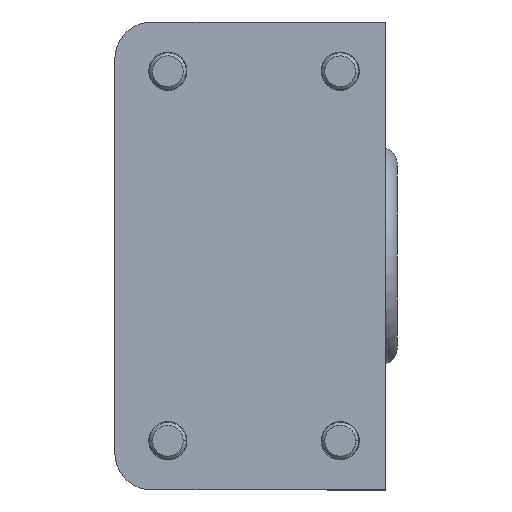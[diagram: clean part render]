
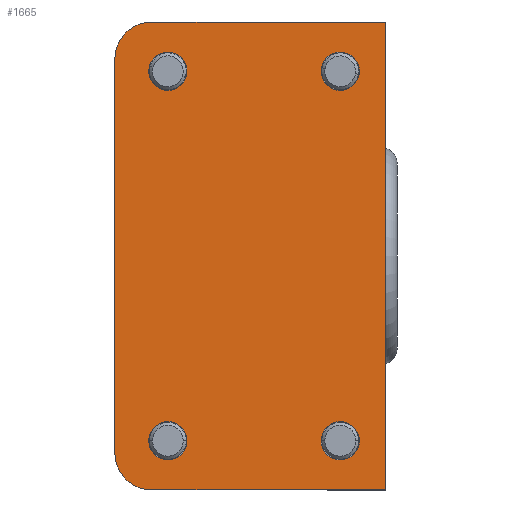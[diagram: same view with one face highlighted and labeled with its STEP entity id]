
A CAD part, left-side view. The second image highlights one B-rep face of the part: STEP entity #1665.
In plain terms, the highlighted planar face has unit normal (-1, 0, 0).
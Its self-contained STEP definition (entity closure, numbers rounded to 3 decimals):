
#46 = CARTESIAN_POINT ( 'NONE',  ( 32., 21.3, -19. ) ) ;
#65 = CARTESIAN_POINT ( 'NONE',  ( 32., 3., -15. ) ) ;
#111 = ORIENTED_EDGE ( 'NONE', *, *, #504, .F. ) ;
#113 = EDGE_CURVE ( 'NONE', #753, #231, #2259, .T. ) ;
#118 = FACE_BOUND ( 'NONE', #2055, .T. ) ;
#123 = CARTESIAN_POINT ( 'NONE',  ( 32., 17., -15. ) ) ;
#126 = EDGE_CURVE ( 'NONE', #2623, #993, #468, .T. ) ;
#138 = CARTESIAN_POINT ( 'NONE',  ( 32., -0.7, -19. ) ) ;
#154 = VERTEX_POINT ( 'NONE', #1492 ) ;
#187 = CARTESIAN_POINT ( 'NONE',  ( 32., -0.7, -19. ) ) ;
#231 = VERTEX_POINT ( 'NONE', #270 ) ;
#241 = VECTOR ( 'NONE', #3273, 1000. ) ;
#270 = CARTESIAN_POINT ( 'NONE',  ( 32., 17., 13.45 ) ) ;
#310 = EDGE_CURVE ( 'NONE', #231, #753, #1085, .T. ) ;
#311 = CARTESIAN_POINT ( 'NONE',  ( 32., 17., 16.55 ) ) ;
#346 = DIRECTION ( 'NONE',  ( 0., 0., 1. ) ) ;
#357 = DIRECTION ( 'NONE',  ( 1., 0., 0. ) ) ;
#378 = EDGE_CURVE ( 'NONE', #2435, #2806, #518, .T. ) ;
#405 = ORIENTED_EDGE ( 'NONE', *, *, #3434, .F. ) ;
#424 = AXIS2_PLACEMENT_3D ( 'NONE', #2043, #357, #704 ) ;
#432 = FACE_OUTER_BOUND ( 'NONE', #2664, .T. ) ;
#461 = CARTESIAN_POINT ( 'NONE',  ( 32., 21.3, 16. ) ) ;
#468 = LINE ( 'NONE', #2673, #980 ) ;
#504 = EDGE_CURVE ( 'NONE', #2302, #2623, #1519, .T. ) ;
#518 = CIRCLE ( 'NONE', #2135, 1.55 ) ;
#570 = CARTESIAN_POINT ( 'NONE',  ( 32., 3., -16.55 ) ) ;
#640 = VERTEX_POINT ( 'NONE', #1607 ) ;
#694 = AXIS2_PLACEMENT_3D ( 'NONE', #1737, #2389, #3506 ) ;
#704 = DIRECTION ( 'NONE',  ( 0., 0., 1. ) ) ;
#713 = ORIENTED_EDGE ( 'NONE', *, *, #2877, .T. ) ;
#717 = CIRCLE ( 'NONE', #1233, 1.55 ) ;
#718 = CIRCLE ( 'NONE', #3452, 1.55 ) ;
#753 = VERTEX_POINT ( 'NONE', #311 ) ;
#757 = CARTESIAN_POINT ( 'NONE',  ( 32., 18.3, 16. ) ) ;
#795 = CARTESIAN_POINT ( 'NONE',  ( 32., 3., -13.45 ) ) ;
#802 = EDGE_CURVE ( 'NONE', #3531, #2368, #836, .T. ) ;
#816 = DIRECTION ( 'NONE',  ( 0., 0., 1. ) ) ;
#836 = CIRCLE ( 'NONE', #2880, 1.55 ) ;
#852 = CARTESIAN_POINT ( 'NONE',  ( 32., 3., 13.45 ) ) ;
#856 = CARTESIAN_POINT ( 'NONE',  ( 32., 17., -13.45 ) ) ;
#893 = CARTESIAN_POINT ( 'NONE',  ( 32., 3., -15. ) ) ;
#918 = EDGE_CURVE ( 'NONE', #2806, #2435, #718, .T. ) ;
#939 = FACE_BOUND ( 'NONE', #3424, .T. ) ;
#958 = CIRCLE ( 'NONE', #2581, 3. ) ;
#980 = VECTOR ( 'NONE', #3216, 1000. ) ;
#984 = DIRECTION ( 'NONE',  ( 1., 0., 0. ) ) ;
#993 = VERTEX_POINT ( 'NONE', #1915 ) ;
#1025 = DIRECTION ( 'NONE',  ( 1., 0., 0. ) ) ;
#1043 = EDGE_LOOP ( 'NONE', ( #1963, #2082 ) ) ;
#1060 = CARTESIAN_POINT ( 'NONE',  ( 32., -0.7, 19. ) ) ;
#1085 = CIRCLE ( 'NONE', #1551, 1.55 ) ;
#1122 = CIRCLE ( 'NONE', #1996, 3. ) ;
#1233 = AXIS2_PLACEMENT_3D ( 'NONE', #1290, #1025, #1768 ) ;
#1290 = CARTESIAN_POINT ( 'NONE',  ( 32., 3., 15. ) ) ;
#1309 = ORIENTED_EDGE ( 'NONE', *, *, #918, .T. ) ;
#1334 = DIRECTION ( 'NONE',  ( 0., 0., 1. ) ) ;
#1353 = DIRECTION ( 'NONE',  ( -1., 0., 0. ) ) ;
#1357 = LINE ( 'NONE', #46, #1879 ) ;
#1427 = CARTESIAN_POINT ( 'NONE',  ( 32., 17., 15. ) ) ;
#1445 = DIRECTION ( 'NONE',  ( 0., 0., 1. ) ) ;
#1452 = VERTEX_POINT ( 'NONE', #852 ) ;
#1463 = DIRECTION ( 'NONE',  ( 1., 0., 0. ) ) ;
#1477 = DIRECTION ( 'NONE',  ( 0., 0., 1. ) ) ;
#1492 = CARTESIAN_POINT ( 'NONE',  ( 32., 3., 16.55 ) ) ;
#1500 = CARTESIAN_POINT ( 'NONE',  ( 32., 21.3, -16. ) ) ;
#1519 = LINE ( 'NONE', #187, #3243 ) ;
#1551 = AXIS2_PLACEMENT_3D ( 'NONE', #1427, #1463, #1445 ) ;
#1573 = ORIENTED_EDGE ( 'NONE', *, *, #126, .F. ) ;
#1607 = CARTESIAN_POINT ( 'NONE',  ( 32., 18.3, 19. ) ) ;
#1628 = CARTESIAN_POINT ( 'NONE',  ( 32., -0.7, 19. ) ) ;
#1665 = ADVANCED_FACE ( 'NONE', ( #118, #2083, #939, #3419, #432 ), #2577, .F. ) ;
#1737 = CARTESIAN_POINT ( 'NONE',  ( 32., 17., 15. ) ) ;
#1741 = DIRECTION ( 'NONE',  ( 1., 0., 0. ) ) ;
#1768 = DIRECTION ( 'NONE',  ( 0., 0., 1. ) ) ;
#1879 = VECTOR ( 'NONE', #816, 1000. ) ;
#1915 = CARTESIAN_POINT ( 'NONE',  ( 32., 18.3, -19. ) ) ;
#1919 = DIRECTION ( 'NONE',  ( -1., 0., 0. ) ) ;
#1928 = ORIENTED_EDGE ( 'NONE', *, *, #2238, .T. ) ;
#1963 = ORIENTED_EDGE ( 'NONE', *, *, #113, .T. ) ;
#1985 = CARTESIAN_POINT ( 'NONE',  ( 32., 17., -15. ) ) ;
#1996 = AXIS2_PLACEMENT_3D ( 'NONE', #757, #1919, #2966 ) ;
#2004 = EDGE_CURVE ( 'NONE', #2242, #2166, #1357, .T. ) ;
#2019 = ORIENTED_EDGE ( 'NONE', *, *, #2882, .T. ) ;
#2043 = CARTESIAN_POINT ( 'NONE',  ( 32., 11.8, 0. ) ) ;
#2055 = EDGE_LOOP ( 'NONE', ( #3328, #1309 ) ) ;
#2082 = ORIENTED_EDGE ( 'NONE', *, *, #310, .T. ) ;
#2083 = FACE_BOUND ( 'NONE', #1043, .T. ) ;
#2091 = DIRECTION ( 'NONE',  ( 0., 0., 1. ) ) ;
#2098 = CARTESIAN_POINT ( 'NONE',  ( 32., 17., -16.55 ) ) ;
#2135 = AXIS2_PLACEMENT_3D ( 'NONE', #1985, #2262, #3106 ) ;
#2166 = VERTEX_POINT ( 'NONE', #461 ) ;
#2180 = AXIS2_PLACEMENT_3D ( 'NONE', #2608, #2331, #3302 ) ;
#2198 = CARTESIAN_POINT ( 'NONE',  ( 32., 18.3, -16. ) ) ;
#2238 = EDGE_CURVE ( 'NONE', #154, #1452, #717, .T. ) ;
#2242 = VERTEX_POINT ( 'NONE', #1500 ) ;
#2251 = EDGE_CURVE ( 'NONE', #1452, #154, #3281, .T. ) ;
#2259 = CIRCLE ( 'NONE', #694, 1.55 ) ;
#2262 = DIRECTION ( 'NONE',  ( 1., 0., 0. ) ) ;
#2281 = ORIENTED_EDGE ( 'NONE', *, *, #802, .T. ) ;
#2302 = VERTEX_POINT ( 'NONE', #1060 ) ;
#2331 = DIRECTION ( 'NONE',  ( 1., 0., 0. ) ) ;
#2368 = VERTEX_POINT ( 'NONE', #570 ) ;
#2389 = DIRECTION ( 'NONE',  ( 1., 0., 0. ) ) ;
#2399 = ORIENTED_EDGE ( 'NONE', *, *, #2004, .F. ) ;
#2410 = DIRECTION ( 'NONE',  ( 0., 0., -1. ) ) ;
#2435 = VERTEX_POINT ( 'NONE', #856 ) ;
#2450 = LINE ( 'NONE', #1628, #241 ) ;
#2457 = ORIENTED_EDGE ( 'NONE', *, *, #2251, .T. ) ;
#2577 = PLANE ( 'NONE',  #424 ) ;
#2581 = AXIS2_PLACEMENT_3D ( 'NONE', #2198, #1353, #1334 ) ;
#2608 = CARTESIAN_POINT ( 'NONE',  ( 32., 3., 15. ) ) ;
#2623 = VERTEX_POINT ( 'NONE', #138 ) ;
#2642 = AXIS2_PLACEMENT_3D ( 'NONE', #65, #1741, #1477 ) ;
#2664 = EDGE_LOOP ( 'NONE', ( #2399, #713, #1573, #111, #405, #2019 ) ) ;
#2673 = CARTESIAN_POINT ( 'NONE',  ( 32., -0.7, -19. ) ) ;
#2806 = VERTEX_POINT ( 'NONE', #2098 ) ;
#2845 = DIRECTION ( 'NONE',  ( 1., 0., 0. ) ) ;
#2877 = EDGE_CURVE ( 'NONE', #2242, #993, #958, .T. ) ;
#2880 = AXIS2_PLACEMENT_3D ( 'NONE', #893, #2845, #346 ) ;
#2882 = EDGE_CURVE ( 'NONE', #640, #2166, #1122, .T. ) ;
#2966 = DIRECTION ( 'NONE',  ( 0., 0., 1. ) ) ;
#3038 = EDGE_CURVE ( 'NONE', #2368, #3531, #3226, .T. ) ;
#3106 = DIRECTION ( 'NONE',  ( 0., 0., 1. ) ) ;
#3216 = DIRECTION ( 'NONE',  ( 0., 1., 0. ) ) ;
#3226 = CIRCLE ( 'NONE', #2642, 1.55 ) ;
#3243 = VECTOR ( 'NONE', #2410, 1000. ) ;
#3261 = ORIENTED_EDGE ( 'NONE', *, *, #3038, .T. ) ;
#3270 = EDGE_LOOP ( 'NONE', ( #2281, #3261 ) ) ;
#3273 = DIRECTION ( 'NONE',  ( 0., -1., 0. ) ) ;
#3281 = CIRCLE ( 'NONE', #2180, 1.55 ) ;
#3302 = DIRECTION ( 'NONE',  ( 0., 0., 1. ) ) ;
#3328 = ORIENTED_EDGE ( 'NONE', *, *, #378, .T. ) ;
#3419 = FACE_BOUND ( 'NONE', #3270, .T. ) ;
#3424 = EDGE_LOOP ( 'NONE', ( #1928, #2457 ) ) ;
#3434 = EDGE_CURVE ( 'NONE', #640, #2302, #2450, .T. ) ;
#3452 = AXIS2_PLACEMENT_3D ( 'NONE', #123, #984, #2091 ) ;
#3506 = DIRECTION ( 'NONE',  ( 0., 0., 1. ) ) ;
#3531 = VERTEX_POINT ( 'NONE', #795 ) ;
